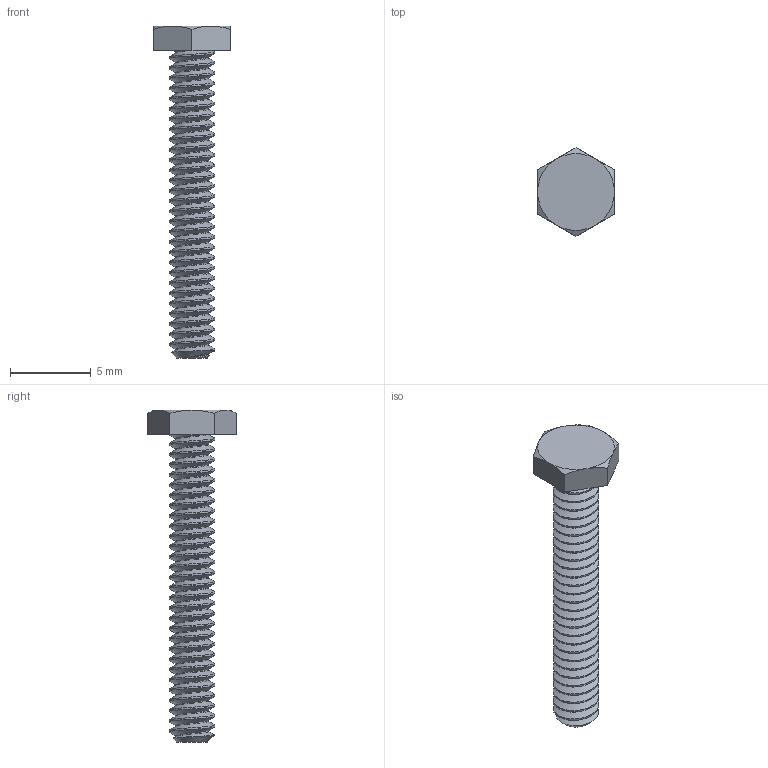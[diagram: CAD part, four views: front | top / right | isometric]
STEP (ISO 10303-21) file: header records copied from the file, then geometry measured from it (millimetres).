
FILE_DESCRIPTION (( 'STEP AP203' ), '1' );
FILE_NAME ('92314A113.step', '2012-07-12T16:13:17', ( 'Admin' ), ( 'Microsoft' ), 'SwSTEP 2.0', 'SolidWorks 2012', '' );
FILE_SCHEMA (( 'CONFIG_CONTROL_DESIGN' ));
Length unit declared in the file: inch
Products named in the file (1): 92314A113
Bounding box: 4.76 x 5.5 x 20.57 mm (x, y, z)
Volume: 120.8 mm3; surface area: 318.5 mm2
Topology: 1 solids, 1 shells, 81 faces, 227 edges, 149 vertices
Faces by surface type: cylinder 60, cone 9, plane 9, bspline 3
Entity records: 6124 total; most frequent: CARTESIAN_POINT 4364, ORIENTED_EDGE 454, DIRECTION 254, EDGE_CURVE 227, VERTEX_POINT 149, AXIS2_PLACEMENT_3D 90, EDGE_LOOP 82, FACE_OUTER_BOUND 81
